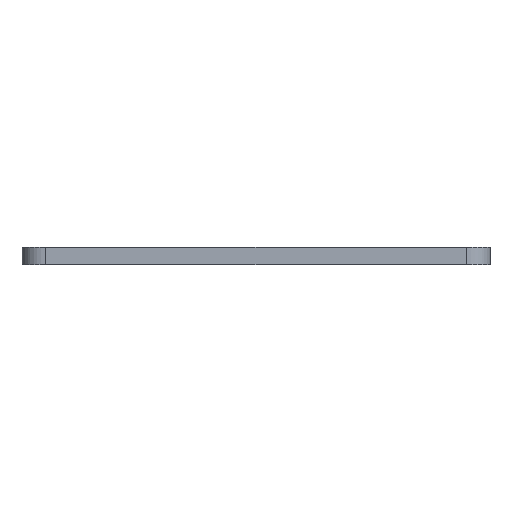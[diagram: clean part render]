
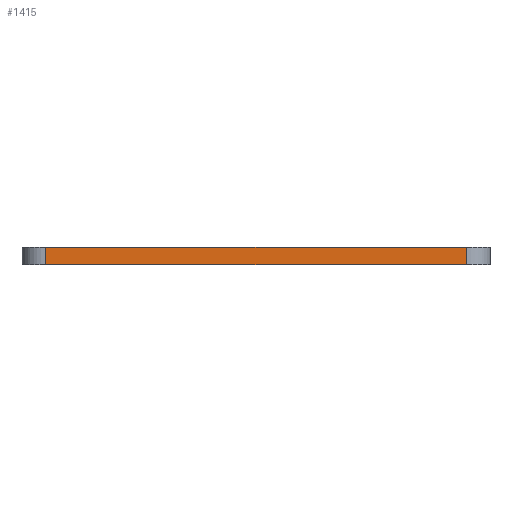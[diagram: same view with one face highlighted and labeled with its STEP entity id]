
A CAD part, left-side view. The second image highlights one B-rep face of the part: STEP entity #1415.
In plain terms, the highlighted planar face has unit normal (-1, 0, 0).
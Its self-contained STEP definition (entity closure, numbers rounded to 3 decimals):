
#66=PLANE('',#1565);
#133=FACE_OUTER_BOUND('',#203,.T.);
#203=EDGE_LOOP('',(#1157,#1158,#1159,#1160));
#353=LINE('',#2372,#485);
#354=LINE('',#2375,#486);
#355=LINE('',#2377,#487);
#356=LINE('',#2378,#488);
#485=VECTOR('',#1957,10.);
#486=VECTOR('',#1960,10.);
#487=VECTOR('',#1961,10.);
#488=VECTOR('',#1962,10.);
#693=VERTEX_POINT('',#2368);
#694=VERTEX_POINT('',#2370);
#695=VERTEX_POINT('',#2374);
#696=VERTEX_POINT('',#2376);
#891=EDGE_CURVE('',#693,#694,#353,.T.);
#892=EDGE_CURVE('',#693,#695,#354,.T.);
#893=EDGE_CURVE('',#696,#694,#355,.T.);
#894=EDGE_CURVE('',#695,#696,#356,.T.);
#1157=ORIENTED_EDGE('',*,*,#892,.F.);
#1158=ORIENTED_EDGE('',*,*,#891,.T.);
#1159=ORIENTED_EDGE('',*,*,#893,.F.);
#1160=ORIENTED_EDGE('',*,*,#894,.F.);
#1415=ADVANCED_FACE('',(#133),#66,.T.);
#1565=AXIS2_PLACEMENT_3D('',#2373,#1958,#1959);
#1957=DIRECTION('',(0.,0.,-1.));
#1958=DIRECTION('center_axis',(-1.,0.,0.));
#1959=DIRECTION('ref_axis',(0.,1.,0.));
#1960=DIRECTION('',(0.,-1.,0.));
#1961=DIRECTION('',(0.,1.,0.));
#1962=DIRECTION('',(0.,0.,-1.));
#2368=CARTESIAN_POINT('',(-36.507,32.496,4.9));
#2370=CARTESIAN_POINT('',(-36.507,32.496,1.9));
#2372=CARTESIAN_POINT('',(-36.507,32.496,4.9));
#2373=CARTESIAN_POINT('Origin',(-36.507,-38.998,4.9));
#2374=CARTESIAN_POINT('',(-36.507,-38.998,4.9));
#2375=CARTESIAN_POINT('',(-36.507,32.496,4.9));
#2376=CARTESIAN_POINT('',(-36.507,-38.998,1.9));
#2377=CARTESIAN_POINT('',(-36.507,32.496,1.9));
#2378=CARTESIAN_POINT('',(-36.507,-38.998,4.9));
